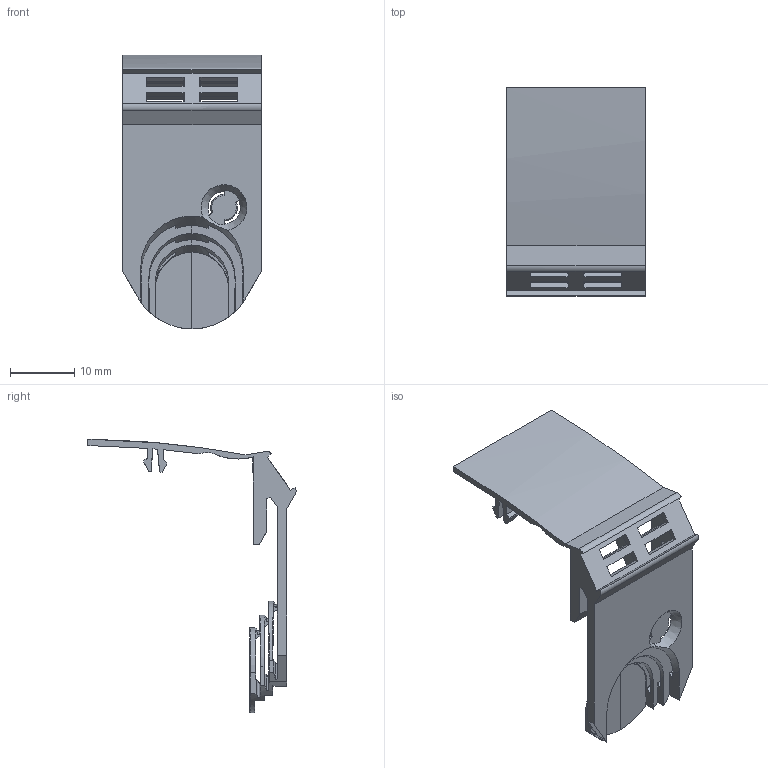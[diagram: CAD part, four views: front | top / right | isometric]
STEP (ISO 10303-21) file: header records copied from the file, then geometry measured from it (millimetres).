
FILE_DESCRIPTION(('CATIA V5 STEP Exchange','CAx-IF Rec.Pracs.--- Model Styling and Organization---1.5--- 2016-08-15','CAx-IF Rec.Pracs.---Supplemental Geometry---1.0---2011-11-01','CAx-IF Rec.Pracs.--- Composite Materials ---1.1---2010-07-15'),'2;1');
FILE_NAME ('D1463014_0', '2025-09-22T09:12:49+00:00', ('none'), ('Weidmueller'), 'CATIA Version 5-6 Release 2024 SP4', 'CATIA V5 STEP AP214 v3', 'none');
FILE_SCHEMA(('AUTOMOTIVE_DESIGN { 1 0 10303 214 1 1 1 1 }'));
Length unit declared in the file: millimetre
Products named in the file (1): 2503370000_WPDPC_X31_GY
Bounding box: 21.6 x 32.43 x 42.68 mm (x, y, z)
Volume: 1945.9 mm3; surface area: 3834.7 mm2
Topology: 1 solids, 1 shells, 183 faces, 576 edges, 377 vertices
Faces by surface type: plane 135, cylinder 24, bspline 15, cone 9
Entity records: 7335 total; most frequent: CARTESIAN_POINT 2673, ORIENTED_EDGE 1152, DIRECTION 688, EDGE_CURVE 576, VECTOR 385, LINE 385, VERTEX_POINT 377, EDGE_LOOP 189
